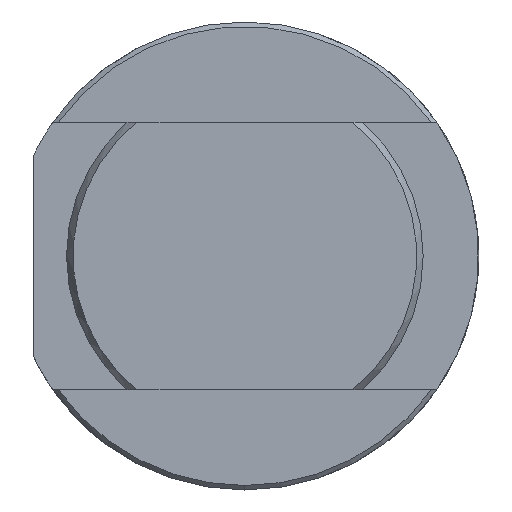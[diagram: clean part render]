
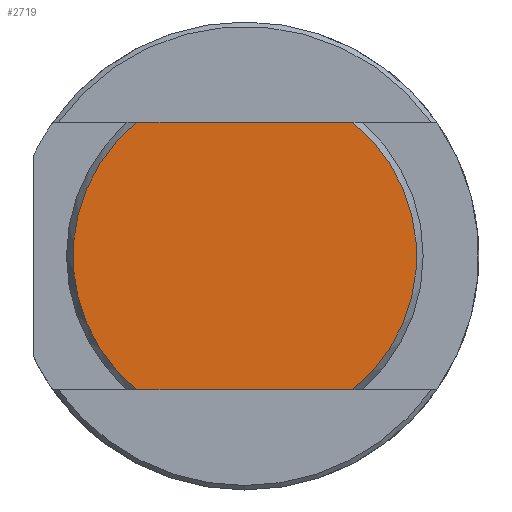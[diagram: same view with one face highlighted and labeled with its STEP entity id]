
A CAD part, left-side view. The second image highlights one B-rep face of the part: STEP entity #2719.
In plain terms, the highlighted planar face has unit normal (-1, 0, 0).
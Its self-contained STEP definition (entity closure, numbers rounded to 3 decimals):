
#67 = AXIS2_PLACEMENT_3D ( 'NONE', #4438, #4440, #4441 ) ;
#72 = AXIS2_PLACEMENT_3D ( 'NONE', #4459, #4462, #4463 ) ;
#144 = AXIS2_PLACEMENT_3D ( 'NONE', #762, #764, #765 ) ;
#762 = CARTESIAN_POINT ( 'NONE',  ( 0., 0., 0. ) ) ;
#763 = PLANE ( 'NONE',  #144 ) ;
#764 = DIRECTION ( 'NONE',  ( 1., 0., 0. ) ) ;
#765 = DIRECTION ( 'NONE',  ( 0., 0., -1. ) ) ;
#1064 = VERTEX_POINT ( 'NONE', #1273 ) ;
#1069 = VERTEX_POINT ( 'NONE', #1278 ) ;
#1073 = VERTEX_POINT ( 'NONE', #1282 ) ;
#1074 = VERTEX_POINT ( 'NONE', #1283 ) ;
#1273 = CARTESIAN_POINT ( 'NONE',  ( 0., -4.844, -6. ) ) ;
#1278 = CARTESIAN_POINT ( 'NONE',  ( 0., -4.844, 6. ) ) ;
#1282 = CARTESIAN_POINT ( 'NONE',  ( 0., 4.844, 6. ) ) ;
#1283 = CARTESIAN_POINT ( 'NONE',  ( 0., 4.844, -6. ) ) ;
#1918 = EDGE_CURVE ( 'NONE', #1073, #1074, #2961, .T. ) ;
#1924 = EDGE_CURVE ( 'NONE', #1073, #1069, #2967, .T. ) ;
#1925 = EDGE_CURVE ( 'NONE', #1064, #1069, #2971, .T. ) ;
#1926 = EDGE_CURVE ( 'NONE', #1064, #1074, #2957, .T. ) ;
#2238 = EDGE_LOOP ( 'NONE', ( #2587, #2588, #2589, #2590 ) ) ;
#2587 = ORIENTED_EDGE ( 'NONE', *, *, #1925, .T. ) ;
#2588 = ORIENTED_EDGE ( 'NONE', *, *, #1924, .F. ) ;
#2589 = ORIENTED_EDGE ( 'NONE', *, *, #1918, .T. ) ;
#2590 = ORIENTED_EDGE ( 'NONE', *, *, #1926, .F. ) ;
#2719 = ADVANCED_FACE ( 'NONE', ( #3181 ), #763, .F. ) ;
#2957 = LINE ( 'NONE', #4464, #2962 ) ;
#2959 = VECTOR ( 'NONE', #4460, 1000. ) ;
#2961 = CIRCLE ( 'NONE', #67, 7.711 ) ;
#2962 = VECTOR ( 'NONE', #4465, 1000. ) ;
#2967 = LINE ( 'NONE', #4453, #2959 ) ;
#2971 = CIRCLE ( 'NONE', #72, 7.711 ) ;
#3181 = FACE_OUTER_BOUND ( 'NONE', #2238, .T. ) ;
#4438 = CARTESIAN_POINT ( 'NONE',  ( 0., 0., 0. ) ) ;
#4440 = DIRECTION ( 'NONE',  ( -1., 0., 0. ) ) ;
#4441 = DIRECTION ( 'NONE',  ( 0., 0., -1. ) ) ;
#4453 = CARTESIAN_POINT ( 'NONE',  ( 0., 8.617, 6. ) ) ;
#4459 = CARTESIAN_POINT ( 'NONE',  ( 0., 0., 0. ) ) ;
#4460 = DIRECTION ( 'NONE',  ( 0., -1., 0. ) ) ;
#4462 = DIRECTION ( 'NONE',  ( -1., 0., 0. ) ) ;
#4463 = DIRECTION ( 'NONE',  ( 0., 0., -1. ) ) ;
#4464 = CARTESIAN_POINT ( 'NONE',  ( 0., 8.617, -6. ) ) ;
#4465 = DIRECTION ( 'NONE',  ( 0., 1., 0. ) ) ;
